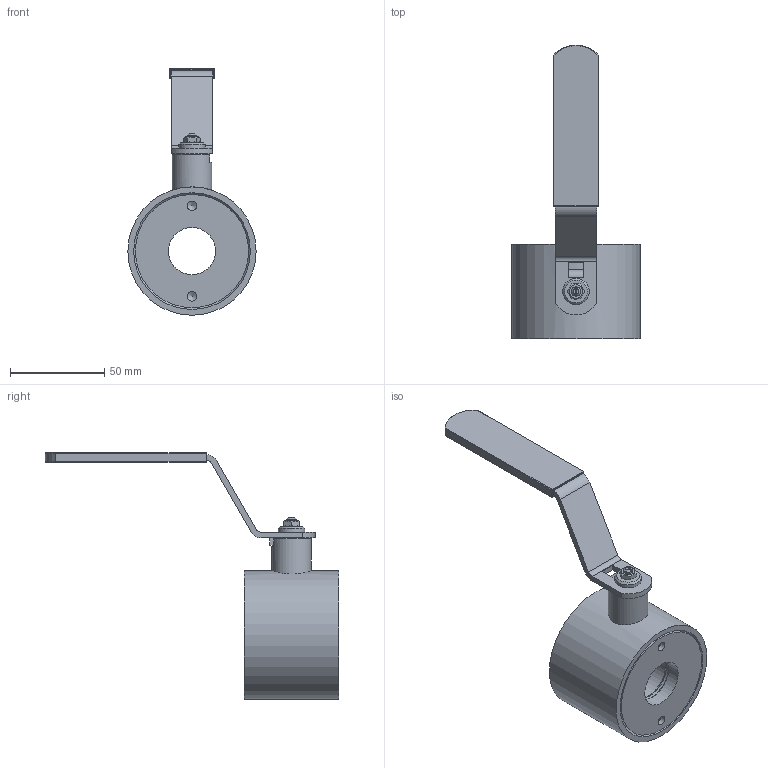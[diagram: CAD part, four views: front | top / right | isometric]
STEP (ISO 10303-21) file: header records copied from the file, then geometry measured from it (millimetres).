
FILE_DESCRIPTION(('STEP AP203'), '1');
FILE_NAME('埡39 000 025 000', '', ('UNSPECIFIED'), ('UNSPECIFIED'), 'ASCON STEP Converter 1.3', 'ASCON Math Kernel', '');
FILE_SCHEMA(('CONFIG_CONTROL_DESIGN'));
Length unit declared in the file: millimetre
Products named in the file (17): ФБ39 000 025 000; ФБ39 210 025 901; Шпиндель; ФБ39 000 025 001; Седло  DN25_500; ФБ39 000 025 010; ФБ39 000 025 011; ФБ39 210 025 911; Шайба Ф4; Ручка; Рукав; ФБ39 410 015 014; Гайка ГОСТ 5916-70 M5; Кольцо 4 ГОСТ 9833-73 009-012-19; Втулка; ФБ39 330 025 707
Assembly tree (18 placements, depth 3):
  ФБ39 000 025 000
    ФБ39 210 025 901
    Шпиндель
    ФБ39 000 025 001
    Седло  DN25_500  x2
    ФБ39 000 025 010
      ФБ39 000 025 011
      ФБ39 210 025 911
    Шайба Ф4
    Ручка
      Ручка
      Рукав
    ФБ39 410 015 014
    Гайка ГОСТ 5916-70 M5
    Кольцо 4 ГОСТ 9833-73 009-012-19  x2
    Втулка
    ФБ39 330 025 707
Bounding box: 68 x 155.5 x 130.64 mm (x, y, z)
Volume: 166412 mm3; surface area: 68445 mm2
Topology: 16 solids, 16 shells, 221 faces, 520 edges, 343 vertices
Faces by surface type: plane 104, cylinder 74, cone 19, torus 15, sphere 9
Full cylindrical faces by diameter (mm): 4.134 x1, 5 x3, 5.5 x1, 9 x5, 9.2 x1, 10 x1, 12 x6, 12.5 x1, 14 x2, 15.5 x1, 16 x1, 17 x1, 20 x2, 21 x2, 25 x3, 25.5 x2, 29 x2, 35 x4, 45.5 x2, 46 x1, 50 x3, 57.835 x1, 60 x1, 68 x1
Entity records: 9763 total; most frequent: CARTESIAN_POINT 2406, DIRECTION 1070, ORIENTED_EDGE 820, AXIS2_PLACEMENT_3D 464, EDGE_CURVE 410, EDGE_LOOP 328, VERTEX_POINT 320, FACE_BOUND 267
